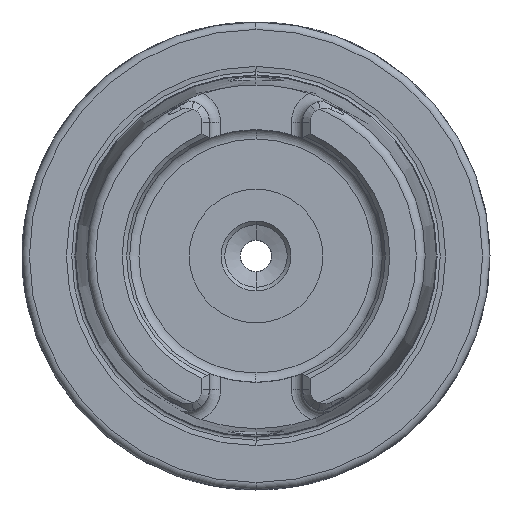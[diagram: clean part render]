
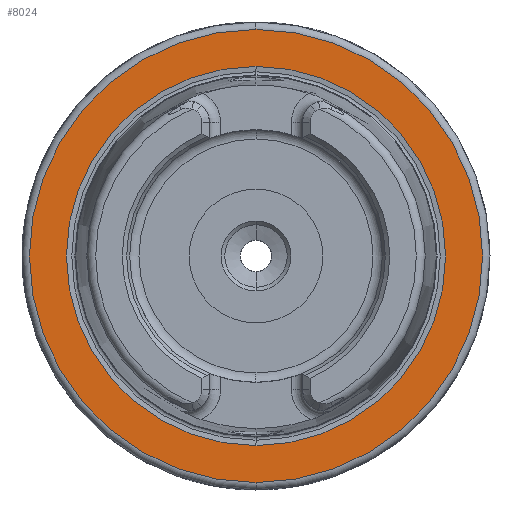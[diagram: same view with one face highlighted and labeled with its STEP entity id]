
A CAD part, left-side view. The second image highlights one B-rep face of the part: STEP entity #8024.
In plain terms, the highlighted planar face has unit normal (-1, 0, 0).
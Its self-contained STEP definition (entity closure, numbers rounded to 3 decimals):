
#264 = EDGE_LOOP ( 'NONE', ( #5720, #5728 ) ) ;
#308 = EDGE_CURVE ( 'NONE', #3516, #7184, #5984, .T. ) ;
#668 = DIRECTION ( 'NONE',  ( 0., 0., -1. ) ) ;
#683 = EDGE_LOOP ( 'NONE', ( #5654, #5658 ) ) ;
#692 = DIRECTION ( 'NONE',  ( -1., 0., 0. ) ) ;
#704 = CARTESIAN_POINT ( 'NONE',  ( -24., 0., 0. ) ) ;
#744 = CARTESIAN_POINT ( 'NONE',  ( -24., 0., 0. ) ) ;
#826 = DIRECTION ( 'NONE',  ( 1., 0., 0. ) ) ;
#942 = DIRECTION ( 'NONE',  ( 1., 0., 0. ) ) ;
#1147 = CIRCLE ( 'NONE', #4205, 25.521 ) ;
#1250 = FACE_BOUND ( 'NONE', #264, .T. ) ;
#1460 = DIRECTION ( 'NONE',  ( 0., 0., -1. ) ) ;
#1499 = DIRECTION ( 'NONE',  ( 1., 0., 0. ) ) ;
#2514 = AXIS2_PLACEMENT_3D ( 'NONE', #744, #5723, #1460 ) ;
#3516 = VERTEX_POINT ( 'NONE', #6026 ) ;
#4205 = AXIS2_PLACEMENT_3D ( 'NONE', #5754, #1499, #6434 ) ;
#4436 = EDGE_CURVE ( 'NONE', #8062, #5044, #8750, .T. ) ;
#4492 = AXIS2_PLACEMENT_3D ( 'NONE', #7151, #826, #5806 ) ;
#5044 = VERTEX_POINT ( 'NONE', #9096 ) ;
#5132 = PLANE ( 'NONE',  #4492 ) ;
#5243 = CARTESIAN_POINT ( 'NONE',  ( -24., 0., 0. ) ) ;
#5654 = ORIENTED_EDGE ( 'NONE', *, *, #308, .T. ) ;
#5658 = ORIENTED_EDGE ( 'NONE', *, *, #8900, .T. ) ;
#5720 = ORIENTED_EDGE ( 'NONE', *, *, #4436, .T. ) ;
#5723 = DIRECTION ( 'NONE',  ( -1., 0., 0. ) ) ;
#5728 = ORIENTED_EDGE ( 'NONE', *, *, #7577, .T. ) ;
#5754 = CARTESIAN_POINT ( 'NONE',  ( -24., 0., 0. ) ) ;
#5806 = DIRECTION ( 'NONE',  ( 0., 0., -1. ) ) ;
#5920 = DIRECTION ( 'NONE',  ( 0., 0., -1. ) ) ;
#5984 = CIRCLE ( 'NONE', #8449, 30.5 ) ;
#6026 = CARTESIAN_POINT ( 'NONE',  ( -24., 0., -30.5 ) ) ;
#6434 = DIRECTION ( 'NONE',  ( 0., 0., -1. ) ) ;
#6445 = FACE_OUTER_BOUND ( 'NONE', #683, .T. ) ;
#6513 = CARTESIAN_POINT ( 'NONE',  ( -24., 0., 25.521 ) ) ;
#6978 = CIRCLE ( 'NONE', #2514, 30.5 ) ;
#7151 = CARTESIAN_POINT ( 'NONE',  ( -24., 31.5, 0. ) ) ;
#7184 = VERTEX_POINT ( 'NONE', #8072 ) ;
#7577 = EDGE_CURVE ( 'NONE', #5044, #8062, #1147, .T. ) ;
#7597 = AXIS2_PLACEMENT_3D ( 'NONE', #5243, #942, #5920 ) ;
#8024 = ADVANCED_FACE ( 'NONE', ( #6445, #1250 ), #5132, .F. ) ;
#8062 = VERTEX_POINT ( 'NONE', #6513 ) ;
#8072 = CARTESIAN_POINT ( 'NONE',  ( -24., 0., 30.5 ) ) ;
#8449 = AXIS2_PLACEMENT_3D ( 'NONE', #704, #692, #668 ) ;
#8750 = CIRCLE ( 'NONE', #7597, 25.521 ) ;
#8900 = EDGE_CURVE ( 'NONE', #7184, #3516, #6978, .T. ) ;
#9096 = CARTESIAN_POINT ( 'NONE',  ( -24., 0., -25.521 ) ) ;
